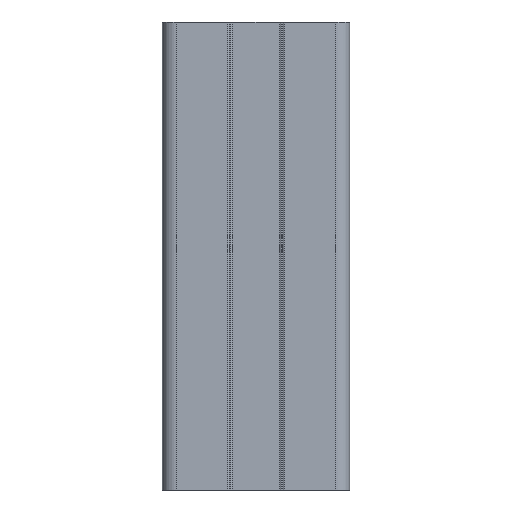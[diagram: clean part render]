
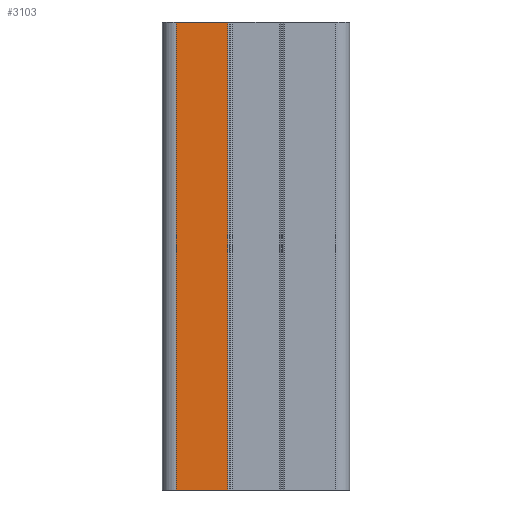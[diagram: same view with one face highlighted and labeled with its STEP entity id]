
A CAD part, left-side view. The second image highlights one B-rep face of the part: STEP entity #3103.
In plain terms, the highlighted planar face has unit normal (-1, 0, 0).
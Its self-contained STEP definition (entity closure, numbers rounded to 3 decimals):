
#55=PLANE('',#3337);
#173=FACE_OUTER_BOUND('',#336,.T.);
#336=EDGE_LOOP('',(#2385,#2386,#2387,#2388));
#528=LINE('',#4542,#900);
#557=LINE('',#4607,#929);
#636=LINE('',#4845,#1008);
#637=LINE('',#4846,#1009);
#900=VECTOR('',#3644,10.);
#929=VECTOR('',#3703,10.);
#1008=VECTOR('',#3864,10.);
#1009=VECTOR('',#3865,10.);
#1355=VERTEX_POINT('',#4540);
#1356=VERTEX_POINT('',#4541);
#1377=VERTEX_POINT('',#4606);
#1495=VERTEX_POINT('',#4844);
#1692=EDGE_CURVE('',#1355,#1356,#528,.T.);
#1725=EDGE_CURVE('',#1355,#1377,#557,.T.);
#1844=EDGE_CURVE('',#1356,#1495,#636,.T.);
#1845=EDGE_CURVE('',#1495,#1377,#637,.T.);
#2385=ORIENTED_EDGE('',*,*,#1692,.T.);
#2386=ORIENTED_EDGE('',*,*,#1844,.T.);
#2387=ORIENTED_EDGE('',*,*,#1845,.T.);
#2388=ORIENTED_EDGE('',*,*,#1725,.F.);
#3103=ADVANCED_FACE('',(#173),#55,.T.);
#3337=AXIS2_PLACEMENT_3D('',#4843,#3862,#3863);
#3644=DIRECTION('',(0.,0.,1.));
#3703=DIRECTION('',(0.,1.,0.));
#3862=DIRECTION('center_axis',(-1.,0.,0.));
#3863=DIRECTION('ref_axis',(0.,-1.,0.));
#3864=DIRECTION('',(0.,1.,0.));
#3865=DIRECTION('',(0.,0.,-1.));
#4540=CARTESIAN_POINT('',(-20.,6.,0.));
#4541=CARTESIAN_POINT('',(-20.,6.,100.));
#4542=CARTESIAN_POINT('',(-20.,6.,0.));
#4606=CARTESIAN_POINT('',(-20.,17.,0.));
#4607=CARTESIAN_POINT('',(-20.,8.5,0.));
#4843=CARTESIAN_POINT('Origin',(-20.,17.,0.));
#4844=CARTESIAN_POINT('',(-20.,17.,100.));
#4845=CARTESIAN_POINT('',(-20.,8.5,100.));
#4846=CARTESIAN_POINT('',(-20.,17.,0.));
